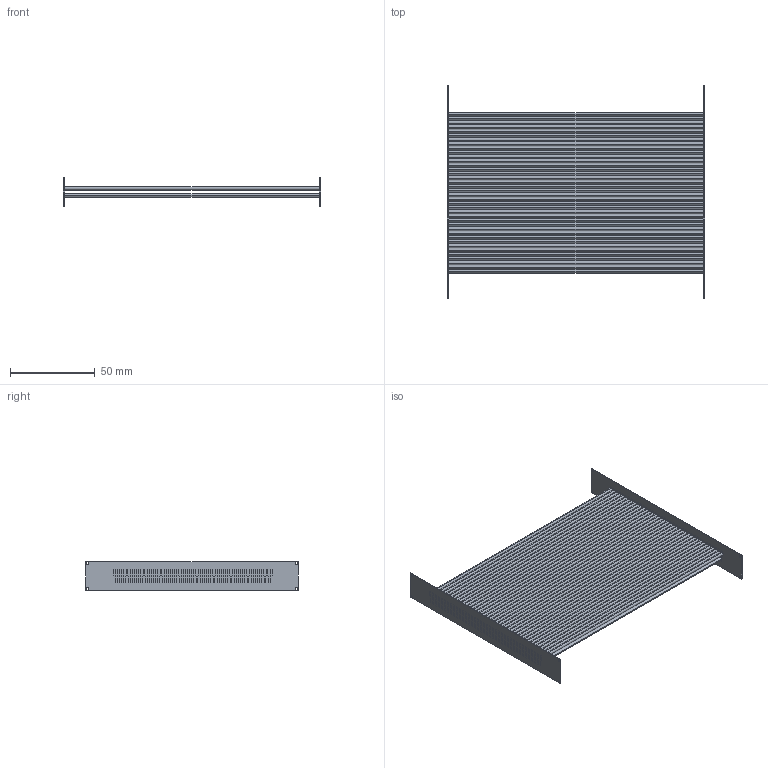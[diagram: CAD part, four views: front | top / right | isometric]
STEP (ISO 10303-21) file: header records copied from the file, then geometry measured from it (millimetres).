
FILE_DESCRIPTION (( 'STEP AP214' ), '1' );
FILE_NAME ('SciFi_MPPC_RevA_IDL_13_012_and_fibers.STEP', '2020-10-16T07:16:09', ( 'cketter' ), ( '' ), 'SwSTEP 2.0', 'SolidWorks 2015', '' );
FILE_SCHEMA (( 'AUTOMOTIVE_DESIGN' ));
Length unit declared in the file: millimetre
Products named in the file (3): fiber_guide_from_model; fiber; SciFi_MPPC_RevA_IDL_13_012_and_fibers
Assembly tree (77 placements, depth 2):
  SciFi_MPPC_RevA_IDL_13_012_and_fibers
    fiber  x75
    fiber_guide_from_model  x2
Bounding box: 151.58 x 125 x 17 mm (x, y, z)
Volume: 40831.5 mm3; surface area: 219389.1 mm2
Topology: 152 solids, 152 shells, 1528 faces, 3222 edges, 2148 vertices
Faces by surface type: plane 1062, cylinder 466
Entity records: 12075 total; most frequent: CARTESIAN_POINT 2069, DIRECTION 1940, ORIENTED_EDGE 1908, EDGE_CURVE 954, VECTOR 926, LINE 926, VERTEX_POINT 636, AXIS2_PLACEMENT_3D 507
